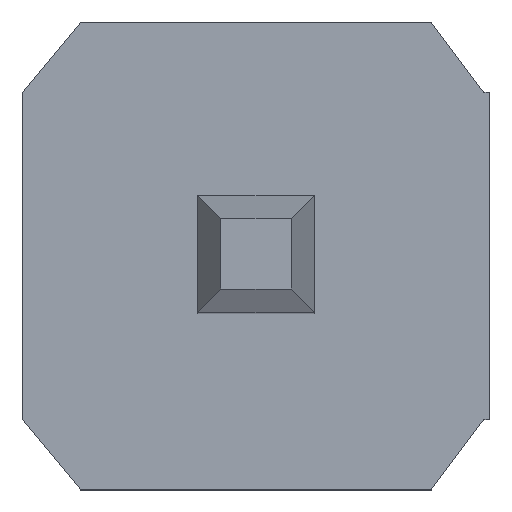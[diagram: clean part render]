
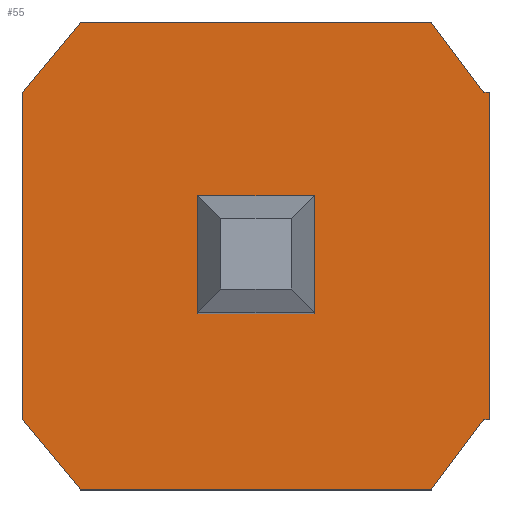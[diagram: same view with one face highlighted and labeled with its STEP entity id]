
A CAD part, top view. The second image highlights one B-rep face of the part: STEP entity #55.
In plain terms, the highlighted planar face has unit normal (0, 0, 1).
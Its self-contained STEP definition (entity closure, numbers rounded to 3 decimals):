
#11=FACE_BOUND('',#124,.T.);
#55=ADVANCED_FACE('',(#89,#11),#539,.T.);
#89=FACE_OUTER_BOUND('',#123,.T.);
#123=EDGE_LOOP('',(#220,#221,#222,#223,#224,#225,#226,#227,#228,#229));
#124=EDGE_LOOP('',(#230,#231,#232,#233));
#220=ORIENTED_EDGE('',*,*,#376,.T.);
#221=ORIENTED_EDGE('',*,*,#384,.T.);
#222=ORIENTED_EDGE('',*,*,#364,.T.);
#223=ORIENTED_EDGE('',*,*,#339,.F.);
#224=ORIENTED_EDGE('',*,*,#362,.T.);
#225=ORIENTED_EDGE('',*,*,#345,.F.);
#226=ORIENTED_EDGE('',*,*,#357,.T.);
#227=ORIENTED_EDGE('',*,*,#341,.T.);
#228=ORIENTED_EDGE('',*,*,#360,.T.);
#229=ORIENTED_EDGE('',*,*,#354,.T.);
#230=ORIENTED_EDGE('',*,*,#353,.T.);
#231=ORIENTED_EDGE('',*,*,#350,.T.);
#232=ORIENTED_EDGE('',*,*,#351,.T.);
#233=ORIENTED_EDGE('',*,*,#352,.T.);
#339=EDGE_CURVE('',#493,#490,#421,.T.);
#341=EDGE_CURVE('',#495,#494,#423,.T.);
#345=EDGE_CURVE('',#497,#498,#427,.T.);
#350=EDGE_CURVE('',#502,#503,#432,.T.);
#351=EDGE_CURVE('',#503,#504,#433,.T.);
#352=EDGE_CURVE('',#504,#505,#434,.T.);
#353=EDGE_CURVE('',#505,#502,#435,.T.);
#354=EDGE_CURVE('',#507,#515,#436,.T.);
#357=EDGE_CURVE('',#497,#495,#439,.T.);
#360=EDGE_CURVE('',#494,#507,#442,.T.);
#362=EDGE_CURVE('',#493,#498,#444,.T.);
#364=EDGE_CURVE('',#506,#490,#446,.T.);
#376=EDGE_CURVE('',#515,#516,#458,.T.);
#384=EDGE_CURVE('',#516,#506,#466,.T.);
#421=B_SPLINE_CURVE_WITH_KNOTS('',1,(#803,#804),.UNSPECIFIED.,.F.,.F.,(2,
2),(0.,1.5),.UNSPECIFIED.);
#423=B_SPLINE_CURVE_WITH_KNOTS('',1,(#807,#808),.UNSPECIFIED.,.F.,.F.,(2,
2),(-1.5,0.),.UNSPECIFIED.);
#427=B_SPLINE_CURVE_WITH_KNOTS('',1,(#815,#816),.UNSPECIFIED.,.F.,.F.,(2,
2),(0.,1.4),.UNSPECIFIED.);
#432=B_SPLINE_CURVE_WITH_KNOTS('',1,(#825,#826),.UNSPECIFIED.,.F.,.F.,(2,
2),(0.,0.5),.UNSPECIFIED.);
#433=B_SPLINE_CURVE_WITH_KNOTS('',1,(#827,#828),.UNSPECIFIED.,.F.,.F.,(2,
2),(0.,0.5),.UNSPECIFIED.);
#434=B_SPLINE_CURVE_WITH_KNOTS('',1,(#829,#830),.UNSPECIFIED.,.F.,.F.,(2,
2),(0.,0.5),.UNSPECIFIED.);
#435=B_SPLINE_CURVE_WITH_KNOTS('',1,(#831,#832),.UNSPECIFIED.,.F.,.F.,(2,
2),(0.,0.5),.UNSPECIFIED.);
#436=B_SPLINE_CURVE_WITH_KNOTS('',1,(#833,#834),.UNSPECIFIED.,.F.,.F.,(2,
2),(0.,0.025),.UNSPECIFIED.);
#439=B_SPLINE_CURVE_WITH_KNOTS('',1,(#839,#840),.UNSPECIFIED.,.F.,.F.,(2,
2),(-0.391,0.),.UNSPECIFIED.);
#442=B_SPLINE_CURVE_WITH_KNOTS('',1,(#845,#846),.UNSPECIFIED.,.F.,.F.,(2,
2),(-0.375,0.),.UNSPECIFIED.);
#444=B_SPLINE_CURVE_WITH_KNOTS('',1,(#849,#850),.UNSPECIFIED.,.F.,.F.,(2,
2),(-0.391,0.),.UNSPECIFIED.);
#446=B_SPLINE_CURVE_WITH_KNOTS('',1,(#853,#854),.UNSPECIFIED.,.F.,.F.,(2,
2),(-0.375,0.),.UNSPECIFIED.);
#458=B_SPLINE_CURVE_WITH_KNOTS('',1,(#877,#878),.UNSPECIFIED.,.F.,.F.,(2,
2),(0.3,1.7),.UNSPECIFIED.);
#466=B_SPLINE_CURVE_WITH_KNOTS('',1,(#893,#894),.UNSPECIFIED.,.F.,.F.,(2,
2),(0.025,0.05),.UNSPECIFIED.);
#490=VERTEX_POINT('',#760);
#493=VERTEX_POINT('',#763);
#494=VERTEX_POINT('',#764);
#495=VERTEX_POINT('',#765);
#497=VERTEX_POINT('',#767);
#498=VERTEX_POINT('',#768);
#502=VERTEX_POINT('',#772);
#503=VERTEX_POINT('',#773);
#504=VERTEX_POINT('',#774);
#505=VERTEX_POINT('',#775);
#506=VERTEX_POINT('',#776);
#507=VERTEX_POINT('',#777);
#515=VERTEX_POINT('',#785);
#516=VERTEX_POINT('',#786);
#539=PLANE('',#593);
#593=AXIS2_PLACEMENT_3D('',#739,#630,$);
#630=DIRECTION('',(0.,0.,1.));
#739=CARTESIAN_POINT('',(-7.46,153.74,2.01));
#760=CARTESIAN_POINT('',(0.75,156.,2.01));
#763=CARTESIAN_POINT('',(-0.75,156.,2.01));
#764=CARTESIAN_POINT('',(0.75,154.,2.01));
#765=CARTESIAN_POINT('',(-0.75,154.,2.01));
#767=CARTESIAN_POINT('',(-1.,154.3,2.01));
#768=CARTESIAN_POINT('',(-1.,155.7,2.01));
#772=CARTESIAN_POINT('',(-0.25,154.75,2.01));
#773=CARTESIAN_POINT('',(-0.25,155.25,2.01));
#774=CARTESIAN_POINT('',(0.25,155.25,2.01));
#775=CARTESIAN_POINT('',(0.25,154.75,2.01));
#776=CARTESIAN_POINT('',(0.975,155.7,2.01));
#777=CARTESIAN_POINT('',(0.975,154.3,2.01));
#785=CARTESIAN_POINT('',(1.,154.3,2.01));
#786=CARTESIAN_POINT('',(1.,155.7,2.01));
#803=CARTESIAN_POINT('',(-0.75,156.,2.01));
#804=CARTESIAN_POINT('',(0.75,156.,2.01));
#807=CARTESIAN_POINT('',(-0.75,154.,2.01));
#808=CARTESIAN_POINT('',(0.75,154.,2.01));
#815=CARTESIAN_POINT('',(-1.,154.3,2.01));
#816=CARTESIAN_POINT('',(-1.,155.7,2.01));
#825=CARTESIAN_POINT('',(-0.25,154.75,2.01));
#826=CARTESIAN_POINT('',(-0.25,155.25,2.01));
#827=CARTESIAN_POINT('',(-0.25,155.25,2.01));
#828=CARTESIAN_POINT('',(0.25,155.25,2.01));
#829=CARTESIAN_POINT('',(0.25,155.25,2.01));
#830=CARTESIAN_POINT('',(0.25,154.75,2.01));
#831=CARTESIAN_POINT('',(0.25,154.75,2.01));
#832=CARTESIAN_POINT('',(-0.25,154.75,2.01));
#833=CARTESIAN_POINT('',(0.975,154.3,2.01));
#834=CARTESIAN_POINT('',(1.,154.3,2.01));
#839=CARTESIAN_POINT('',(-1.,154.3,2.01));
#840=CARTESIAN_POINT('',(-0.75,154.,2.01));
#845=CARTESIAN_POINT('',(0.75,154.,2.01));
#846=CARTESIAN_POINT('',(0.975,154.3,2.01));
#849=CARTESIAN_POINT('',(-0.75,156.,2.01));
#850=CARTESIAN_POINT('',(-1.,155.7,2.01));
#853=CARTESIAN_POINT('',(0.975,155.7,2.01));
#854=CARTESIAN_POINT('',(0.75,156.,2.01));
#877=CARTESIAN_POINT('',(1.,154.3,2.01));
#878=CARTESIAN_POINT('',(1.,155.7,2.01));
#893=CARTESIAN_POINT('',(1.,155.7,2.01));
#894=CARTESIAN_POINT('',(0.975,155.7,2.01));
